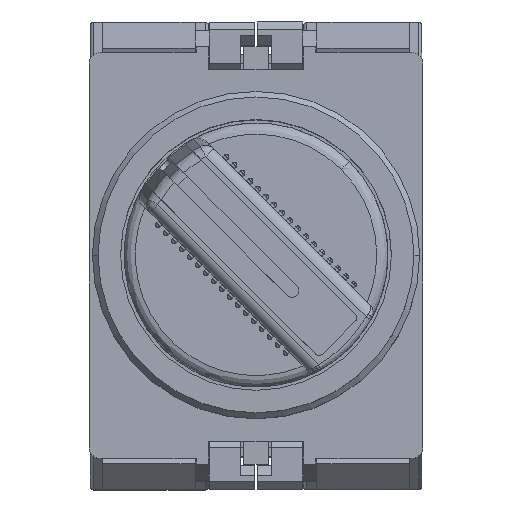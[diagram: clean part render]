
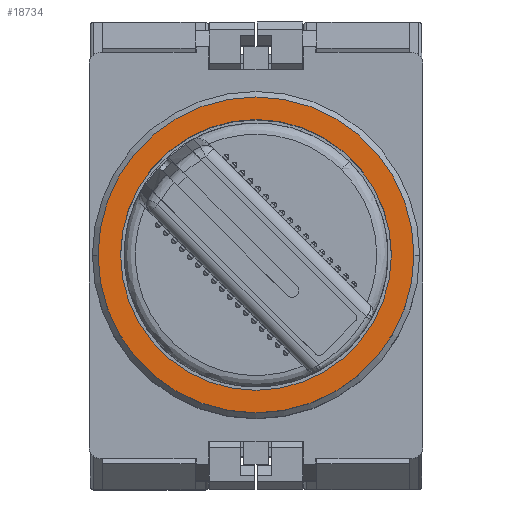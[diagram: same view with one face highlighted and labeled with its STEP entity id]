
A CAD part, top view. The second image highlights one B-rep face of the part: STEP entity #18734.
In plain terms, the highlighted planar face has unit normal (0, 0, 1).
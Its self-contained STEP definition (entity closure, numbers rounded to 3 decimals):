
#5 = CIRCLE ( 'NONE', #13625, 14. ) ;
#31 = EDGE_LOOP ( 'NONE', ( #13549, #2351 ) ) ;
#523 = EDGE_CURVE ( 'NONE', #5317, #4534, #20877, .T. ) ;
#575 = DIRECTION ( 'NONE',  ( 1., 0., 0. ) ) ;
#1340 = FACE_OUTER_BOUND ( 'NONE', #31, .T. ) ;
#1923 = AXIS2_PLACEMENT_3D ( 'NONE', #8415, #15869, #23265 ) ;
#2321 = EDGE_CURVE ( 'NONE', #16887, #11990, #12417, .T. ) ;
#2351 = ORIENTED_EDGE ( 'NONE', *, *, #2321, .F. ) ;
#2467 = ORIENTED_EDGE ( 'NONE', *, *, #12216, .F. ) ;
#2501 = DIRECTION ( 'NONE',  ( 1., 0., 0. ) ) ;
#2581 = ORIENTED_EDGE ( 'NONE', *, *, #523, .F. ) ;
#3191 = EDGE_CURVE ( 'NONE', #11990, #16887, #5, .T. ) ;
#3565 = EDGE_LOOP ( 'NONE', ( #2581, #2467 ) ) ;
#4534 = VERTEX_POINT ( 'NONE', #16845 ) ;
#4952 = CARTESIAN_POINT ( 'NONE',  ( 0., 0., 13. ) ) ;
#5317 = VERTEX_POINT ( 'NONE', #7255 ) ;
#5719 = CIRCLE ( 'NONE', #19340, 12. ) ;
#6926 = DIRECTION ( 'NONE',  ( -1., 0., 0. ) ) ;
#6995 = CARTESIAN_POINT ( 'NONE',  ( 14., 0., 13. ) ) ;
#7255 = CARTESIAN_POINT ( 'NONE',  ( 12., 0., 13. ) ) ;
#8415 = CARTESIAN_POINT ( 'NONE',  ( 0., 0., 13. ) ) ;
#8758 = PLANE ( 'NONE',  #21808 ) ;
#9829 = CARTESIAN_POINT ( 'NONE',  ( 0., 0., 13. ) ) ;
#10366 = AXIS2_PLACEMENT_3D ( 'NONE', #9829, #17276, #575 ) ;
#11749 = CARTESIAN_POINT ( 'NONE',  ( 0., 0., 13. ) ) ;
#11990 = VERTEX_POINT ( 'NONE', #6995 ) ;
#12216 = EDGE_CURVE ( 'NONE', #4534, #5317, #5719, .T. ) ;
#12387 = DIRECTION ( 'NONE',  ( 0., 0., -1. ) ) ;
#12417 = CIRCLE ( 'NONE', #1923, 14. ) ;
#13549 = ORIENTED_EDGE ( 'NONE', *, *, #3191, .F. ) ;
#13625 = AXIS2_PLACEMENT_3D ( 'NONE', #4952, #12387, #19817 ) ;
#14010 = CARTESIAN_POINT ( 'NONE',  ( -14., 0., 13. ) ) ;
#15869 = DIRECTION ( 'NONE',  ( 0., 0., -1. ) ) ;
#16216 = CARTESIAN_POINT ( 'NONE',  ( 14.168, -14.168, 13. ) ) ;
#16845 = CARTESIAN_POINT ( 'NONE',  ( -12., 0., 13. ) ) ;
#16887 = VERTEX_POINT ( 'NONE', #14010 ) ;
#17276 = DIRECTION ( 'NONE',  ( 0., 0., 1. ) ) ;
#18040 = FACE_BOUND ( 'NONE', #3565, .T. ) ;
#18734 = ADVANCED_FACE ( 'NONE', ( #18040, #1340 ), #8758, .F. ) ;
#19186 = DIRECTION ( 'NONE',  ( 0., 0., 1. ) ) ;
#19340 = AXIS2_PLACEMENT_3D ( 'NONE', #11749, #19186, #2501 ) ;
#19817 = DIRECTION ( 'NONE',  ( 1., 0., 0. ) ) ;
#20877 = CIRCLE ( 'NONE', #10366, 12. ) ;
#21808 = AXIS2_PLACEMENT_3D ( 'NONE', #16216, #23610, #6926 ) ;
#23265 = DIRECTION ( 'NONE',  ( 1., 0., 0. ) ) ;
#23610 = DIRECTION ( 'NONE',  ( 0., 0., -1. ) ) ;
